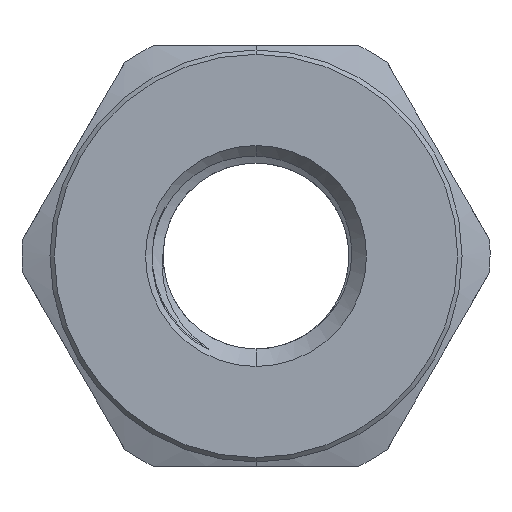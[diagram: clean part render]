
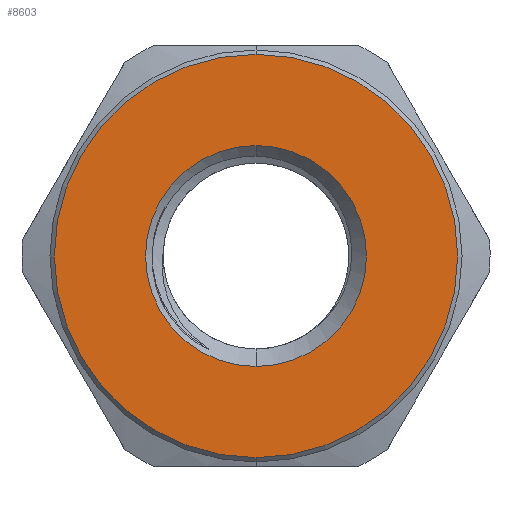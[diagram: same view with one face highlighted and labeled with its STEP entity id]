
A CAD part, left-side view. The second image highlights one B-rep face of the part: STEP entity #8603.
In plain terms, the highlighted planar face has unit normal (-1, 0, 0).
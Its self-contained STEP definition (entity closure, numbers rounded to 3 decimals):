
#845 = ORIENTED_EDGE ( 'NONE', *, *, #1577, .T. ) ;
#937 = DIRECTION ( 'NONE',  ( -1., 0., 0. ) ) ;
#1121 = CARTESIAN_POINT ( 'NONE',  ( 0., 0., 11.5 ) ) ;
#1403 = AXIS2_PLACEMENT_3D ( 'NONE', #7652, #8676, #6683 ) ;
#1577 = EDGE_CURVE ( 'NONE', #10810, #12869, #6573, .T. ) ;
#1721 = AXIS2_PLACEMENT_3D ( 'NONE', #10485, #11738, #4880 ) ;
#2584 = CARTESIAN_POINT ( 'NONE',  ( 0., 0., 6.3 ) ) ;
#3156 = DIRECTION ( 'NONE',  ( 0., 0., -1. ) ) ;
#3169 = EDGE_CURVE ( 'NONE', #5204, #11075, #14293, .T. ) ;
#3425 = ORIENTED_EDGE ( 'NONE', *, *, #8214, .T. ) ;
#3434 = AXIS2_PLACEMENT_3D ( 'NONE', #11972, #3922, #4957 ) ;
#3922 = DIRECTION ( 'NONE',  ( 1., 0., 0. ) ) ;
#4880 = DIRECTION ( 'NONE',  ( 0., 0., -1. ) ) ;
#4957 = DIRECTION ( 'NONE',  ( 0., 0., -1. ) ) ;
#5022 = CIRCLE ( 'NONE', #8309, 6.3 ) ;
#5204 = VERTEX_POINT ( 'NONE', #8224 ) ;
#5547 = DIRECTION ( 'NONE',  ( 1., 0., 0. ) ) ;
#5974 = PLANE ( 'NONE',  #1721 ) ;
#6499 = CIRCLE ( 'NONE', #10512, 11.5 ) ;
#6573 = CIRCLE ( 'NONE', #1403, 11.5 ) ;
#6656 = ORIENTED_EDGE ( 'NONE', *, *, #3169, .T. ) ;
#6683 = DIRECTION ( 'NONE',  ( 0., 0., -1. ) ) ;
#6738 = EDGE_LOOP ( 'NONE', ( #13432, #845 ) ) ;
#6760 = EDGE_CURVE ( 'NONE', #12869, #10810, #6499, .T. ) ;
#7354 = CARTESIAN_POINT ( 'NONE',  ( 0., 0., -11.5 ) ) ;
#7652 = CARTESIAN_POINT ( 'NONE',  ( 0., 0., 0. ) ) ;
#8214 = EDGE_CURVE ( 'NONE', #11075, #5204, #5022, .T. ) ;
#8224 = CARTESIAN_POINT ( 'NONE',  ( 0., 0., -6.3 ) ) ;
#8309 = AXIS2_PLACEMENT_3D ( 'NONE', #12338, #5547, #10120 ) ;
#8564 = EDGE_LOOP ( 'NONE', ( #3425, #6656 ) ) ;
#8603 = ADVANCED_FACE ( 'NONE', ( #12922, #12638 ), #5974, .F. ) ;
#8676 = DIRECTION ( 'NONE',  ( -1., 0., 0. ) ) ;
#10120 = DIRECTION ( 'NONE',  ( 0., 0., -1. ) ) ;
#10485 = CARTESIAN_POINT ( 'NONE',  ( 0., 5.3, 0. ) ) ;
#10512 = AXIS2_PLACEMENT_3D ( 'NONE', #14540, #937, #3156 ) ;
#10810 = VERTEX_POINT ( 'NONE', #1121 ) ;
#11075 = VERTEX_POINT ( 'NONE', #2584 ) ;
#11738 = DIRECTION ( 'NONE',  ( 1., 0., 0. ) ) ;
#11972 = CARTESIAN_POINT ( 'NONE',  ( 0., 0., 0. ) ) ;
#12338 = CARTESIAN_POINT ( 'NONE',  ( 0., 0., 0. ) ) ;
#12638 = FACE_OUTER_BOUND ( 'NONE', #6738, .T. ) ;
#12869 = VERTEX_POINT ( 'NONE', #7354 ) ;
#12922 = FACE_BOUND ( 'NONE', #8564, .T. ) ;
#13432 = ORIENTED_EDGE ( 'NONE', *, *, #6760, .T. ) ;
#14293 = CIRCLE ( 'NONE', #3434, 6.3 ) ;
#14540 = CARTESIAN_POINT ( 'NONE',  ( 0., 0., 0. ) ) ;
